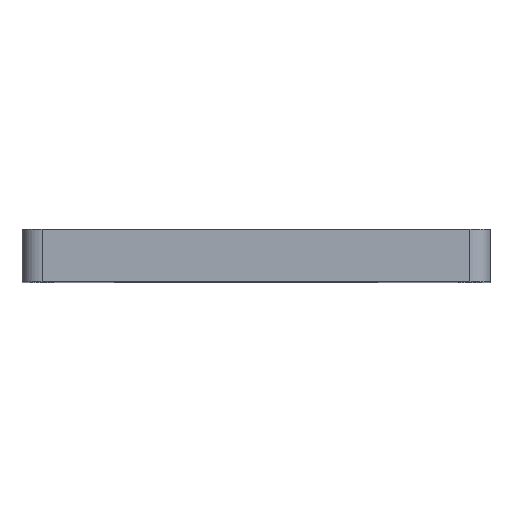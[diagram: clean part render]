
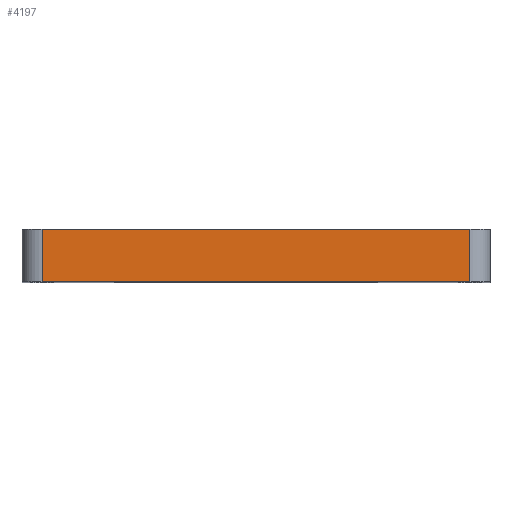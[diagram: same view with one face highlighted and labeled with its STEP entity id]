
A CAD part, top view. The second image highlights one B-rep face of the part: STEP entity #4197.
In plain terms, the highlighted planar face has unit normal (0, 0, 1).
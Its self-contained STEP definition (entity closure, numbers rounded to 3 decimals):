
#687=FACE_OUTER_BOUND('',#934,.T.);
#934=EDGE_LOOP('',(#3870,#3871,#3872,#3873));
#1224=LINE('',#8221,#1561);
#1240=LINE('',#8273,#1577);
#1253=LINE('',#8304,#1590);
#1262=LINE('',#8328,#1599);
#1561=VECTOR('',#4740,10.);
#1577=VECTOR('',#4790,10.);
#1590=VECTOR('',#4811,10.);
#1599=VECTOR('',#4838,10.);
#1979=VERTEX_POINT('',#8217);
#1981=VERTEX_POINT('',#8220);
#2000=VERTEX_POINT('',#8271);
#2014=VERTEX_POINT('',#8302);
#2573=EDGE_CURVE('',#1979,#1981,#1224,.T.);
#2597=EDGE_CURVE('',#2000,#1979,#1240,.T.);
#2613=EDGE_CURVE('',#2014,#2000,#1253,.T.);
#2626=EDGE_CURVE('',#1981,#2014,#1262,.T.);
#3870=ORIENTED_EDGE('',*,*,#2597,.F.);
#3871=ORIENTED_EDGE('',*,*,#2613,.F.);
#3872=ORIENTED_EDGE('',*,*,#2626,.F.);
#3873=ORIENTED_EDGE('',*,*,#2573,.F.);
#3976=PLANE('',#4327);
#4197=ADVANCED_FACE('',(#687),#3976,.T.);
#4327=AXIS2_PLACEMENT_3D('',#8373,#4890,#4891);
#4740=DIRECTION('',(-1.,0.,0.));
#4790=DIRECTION('',(0.,-1.,0.));
#4811=DIRECTION('',(1.,0.,0.));
#4838=DIRECTION('',(0.,1.,0.));
#4890=DIRECTION('center_axis',(0.,0.,1.));
#4891=DIRECTION('ref_axis',(1.,0.,0.));
#8217=CARTESIAN_POINT('',(53.2,0.,58.15));
#8220=CARTESIAN_POINT('',(-53.2,0.,58.15));
#8221=CARTESIAN_POINT('',(58.2,0.,58.15));
#8271=CARTESIAN_POINT('',(53.2,13.,58.15));
#8273=CARTESIAN_POINT('',(53.2,0.,58.15));
#8302=CARTESIAN_POINT('',(-53.2,13.,58.15));
#8304=CARTESIAN_POINT('',(58.2,13.,58.15));
#8328=CARTESIAN_POINT('',(-53.2,0.,58.15));
#8373=CARTESIAN_POINT('Origin',(-58.2,0.,58.15));
